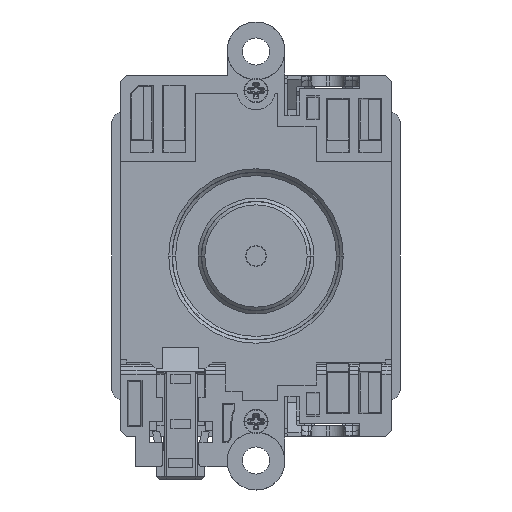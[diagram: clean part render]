
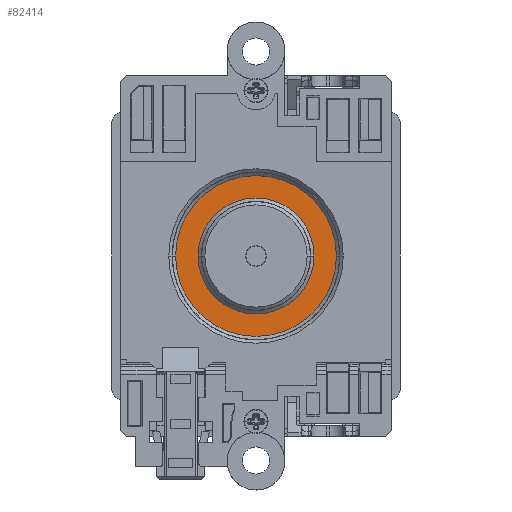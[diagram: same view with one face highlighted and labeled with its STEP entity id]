
A CAD part, front view. The second image highlights one B-rep face of the part: STEP entity #82414.
In plain terms, the highlighted face is planar.
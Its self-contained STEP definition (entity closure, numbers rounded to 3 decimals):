
#73041=CARTESIAN_POINT('',(0.,-3.7,0.));
#73042=DIRECTION('',(0.,-1.,0.));
#73043=DIRECTION('',(-1.,0.,0.));
#73044=AXIS2_PLACEMENT_3D('',#73041,#73042,#73043);
#73046=CARTESIAN_POINT('',(0.,-3.7,0.));
#73047=DIRECTION('',(0.,1.,0.));
#73048=DIRECTION('',(-1.,0.,0.));
#73049=AXIS2_PLACEMENT_3D('',#73046,#73047,#73048);
#73069=CARTESIAN_POINT('',(0.,-3.7,0.));
#73070=DIRECTION('',(0.,1.,0.));
#73071=DIRECTION('',(1.,0.,0.));
#73072=AXIS2_PLACEMENT_3D('',#73069,#73070,#73071);
#73074=CARTESIAN_POINT('',(0.,-3.7,0.));
#73075=DIRECTION('',(0.,-1.,0.));
#73076=DIRECTION('',(1.,0.,0.));
#73077=AXIS2_PLACEMENT_3D('',#73074,#73075,#73076);
#79242=CARTESIAN_POINT('',(9.631,-3.7,0.));
#79243=VERTEX_POINT('',#79242);
#79244=CARTESIAN_POINT('',(-9.631,-3.7,0.));
#79245=VERTEX_POINT('',#79244);
#79588=CARTESIAN_POINT('',(-13.369,-3.7,0.));
#79589=VERTEX_POINT('',#79588);
#79590=CARTESIAN_POINT('',(13.369,-3.7,0.));
#79591=VERTEX_POINT('',#79590);
#82399=CARTESIAN_POINT('',(0.,-3.7,0.));
#82400=DIRECTION('',(0.,1.,0.));
#82401=DIRECTION('',(0.,0.,-1.));
#82402=AXIS2_PLACEMENT_3D('',#82399,#82400,#82401);
#82403=PLANE('',#82402);
#82405=ORIENTED_EDGE('',*,*,#82404,.F.);
#82407=ORIENTED_EDGE('',*,*,#82406,.T.);
#82408=EDGE_LOOP('',(#82405,#82407));
#82409=FACE_OUTER_BOUND('',#82408,.F.);
#82410=ORIENTED_EDGE('',*,*,#82381,.F.);
#82411=ORIENTED_EDGE('',*,*,#82392,.T.);
#82412=EDGE_LOOP('',(#82410,#82411));
#82413=FACE_BOUND('',#82412,.F.);
#82414=ADVANCED_FACE('',(#82409,#82413),#82403,.T.);
#73045=CIRCLE('',#73044,9.631);
#73050=CIRCLE('',#73049,9.631);
#73073=CIRCLE('',#73072,13.369);
#73078=CIRCLE('',#73077,13.369);
#82381=EDGE_CURVE('',#79245,#79243,#73045,.T.);
#82392=EDGE_CURVE('',#79245,#79243,#73050,.T.);
#82404=EDGE_CURVE('',#79591,#79589,#73073,.T.);
#82406=EDGE_CURVE('',#79591,#79589,#73078,.T.);
